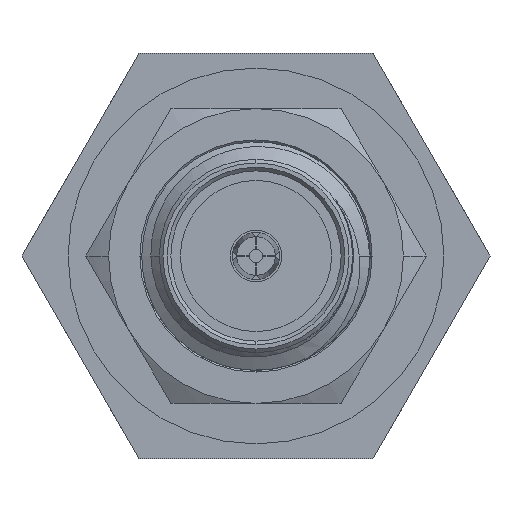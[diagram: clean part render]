
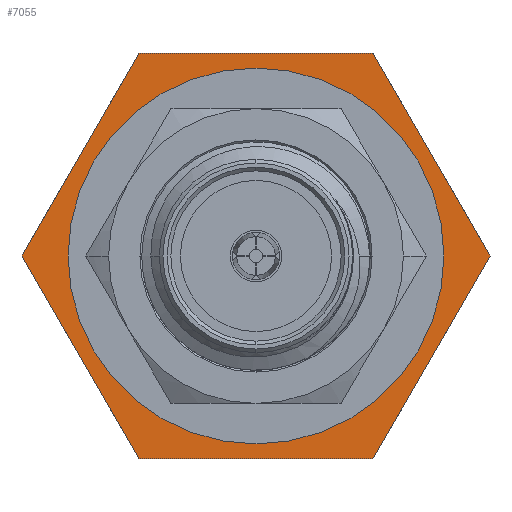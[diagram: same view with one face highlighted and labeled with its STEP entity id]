
A CAD part, left-side view. The second image highlights one B-rep face of the part: STEP entity #7055.
In plain terms, the highlighted planar face has unit normal (-1, 0, 0).
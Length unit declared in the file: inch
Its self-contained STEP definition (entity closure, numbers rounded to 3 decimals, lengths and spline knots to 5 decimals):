
#282 = AXIS2_PLACEMENT_3D ( 'NONE', #1013, #2325, #4395 ) ;
#328 = CARTESIAN_POINT ( 'NONE',  ( 0.4685, -0.25003, 0. ) ) ;
#342 = LINE ( 'NONE', #7916, #8182 ) ;
#635 = CARTESIAN_POINT ( 'NONE',  ( 0.4685, 0.12502, -0.21654 ) ) ;
#1013 = CARTESIAN_POINT ( 'NONE',  ( 0.4685, 0., 0. ) ) ;
#1269 = ORIENTED_EDGE ( 'NONE', *, *, #5867, .F. ) ;
#1300 = DIRECTION ( 'NONE',  ( 0., -1., 0. ) ) ;
#1745 = VECTOR ( 'NONE', #4764, 39.37008 ) ;
#1835 = EDGE_LOOP ( 'NONE', ( #5722, #5169 ) ) ;
#2038 = CARTESIAN_POINT ( 'NONE',  ( 0.4685, 0.12502, 0.21654 ) ) ;
#2092 = CIRCLE ( 'NONE', #3258, 0.18504 ) ;
#2325 = DIRECTION ( 'NONE',  ( -1., 0., 0. ) ) ;
#2426 = DIRECTION ( 'NONE',  ( 0., -1., 0. ) ) ;
#2438 = DIRECTION ( 'NONE',  ( 0., -0.5, 0.866 ) ) ;
#2792 = LINE ( 'NONE', #4189, #5043 ) ;
#2833 = EDGE_CURVE ( 'NONE', #8105, #8526, #2092, .T. ) ;
#2874 = LINE ( 'NONE', #8187, #5922 ) ;
#2983 = ORIENTED_EDGE ( 'NONE', *, *, #8243, .F. ) ;
#3078 = CARTESIAN_POINT ( 'NONE',  ( 0.4685, -0.12502, 0.21654 ) ) ;
#3258 = AXIS2_PLACEMENT_3D ( 'NONE', #4600, #8114, #5454 ) ;
#3630 = AXIS2_PLACEMENT_3D ( 'NONE', #4713, #4176, #1300 ) ;
#3658 = EDGE_CURVE ( 'NONE', #7230, #7479, #342, .T. ) ;
#3688 = ORIENTED_EDGE ( 'NONE', *, *, #3658, .F. ) ;
#3727 = CARTESIAN_POINT ( 'NONE',  ( 0.4685, -0.12502, -0.21654 ) ) ;
#3767 = FACE_BOUND ( 'NONE', #1835, .T. ) ;
#4058 = ORIENTED_EDGE ( 'NONE', *, *, #8690, .F. ) ;
#4176 = DIRECTION ( 'NONE',  ( -1., 0., 0. ) ) ;
#4189 = CARTESIAN_POINT ( 'NONE',  ( 0.4685, -0.12502, 0.21654 ) ) ;
#4218 = VERTEX_POINT ( 'NONE', #3727 ) ;
#4362 = CARTESIAN_POINT ( 'NONE',  ( 0.4685, -0.12502, -0.21654 ) ) ;
#4395 = DIRECTION ( 'NONE',  ( 0., 0., 1. ) ) ;
#4600 = CARTESIAN_POINT ( 'NONE',  ( 0.4685, 0., 0. ) ) ;
#4713 = CARTESIAN_POINT ( 'NONE',  ( 0.4685, 0., 0. ) ) ;
#4764 = DIRECTION ( 'NONE',  ( 0., 0.5, 0.866 ) ) ;
#4938 = CARTESIAN_POINT ( 'NONE',  ( 0.4685, -0.18504, 0. ) ) ;
#5043 = VECTOR ( 'NONE', #7007, 39.37008 ) ;
#5169 = ORIENTED_EDGE ( 'NONE', *, *, #2833, .F. ) ;
#5309 = VECTOR ( 'NONE', #6573, 39.37008 ) ;
#5417 = VECTOR ( 'NONE', #2438, 39.37008 ) ;
#5454 = DIRECTION ( 'NONE',  ( 0., -1., 0. ) ) ;
#5656 = CARTESIAN_POINT ( 'NONE',  ( 0.4685, 0.25003, 0. ) ) ;
#5722 = ORIENTED_EDGE ( 'NONE', *, *, #8744, .F. ) ;
#5748 = PLANE ( 'NONE',  #282 ) ;
#5867 = EDGE_CURVE ( 'NONE', #6833, #7230, #8601, .T. ) ;
#5922 = VECTOR ( 'NONE', #7590, 39.37008 ) ;
#6573 = DIRECTION ( 'NONE',  ( 0., 1., 0. ) ) ;
#6641 = EDGE_CURVE ( 'NONE', #4218, #8782, #7911, .T. ) ;
#6833 = VERTEX_POINT ( 'NONE', #5656 ) ;
#6834 = LINE ( 'NONE', #635, #1745 ) ;
#7007 = DIRECTION ( 'NONE',  ( 0., -0.5, -0.866 ) ) ;
#7015 = VERTEX_POINT ( 'NONE', #328 ) ;
#7055 = ADVANCED_FACE ( 'NONE', ( #3767, #8484 ), #5748, .T. ) ;
#7230 = VERTEX_POINT ( 'NONE', #2038 ) ;
#7243 = CIRCLE ( 'NONE', #3630, 0.18504 ) ;
#7404 = ORIENTED_EDGE ( 'NONE', *, *, #6641, .F. ) ;
#7479 = VERTEX_POINT ( 'NONE', #3078 ) ;
#7590 = DIRECTION ( 'NONE',  ( 0., 0.5, -0.866 ) ) ;
#7790 = EDGE_LOOP ( 'NONE', ( #8443, #7404, #4058, #2983, #3688, #1269 ) ) ;
#7826 = CARTESIAN_POINT ( 'NONE',  ( 0.4685, 0.12502, -0.21654 ) ) ;
#7911 = LINE ( 'NONE', #4362, #5309 ) ;
#7916 = CARTESIAN_POINT ( 'NONE',  ( 0.4685, 0.12502, 0.21654 ) ) ;
#8099 = CARTESIAN_POINT ( 'NONE',  ( 0.4685, 0.18504, 0. ) ) ;
#8105 = VERTEX_POINT ( 'NONE', #4938 ) ;
#8114 = DIRECTION ( 'NONE',  ( -1., 0., 0. ) ) ;
#8143 = EDGE_CURVE ( 'NONE', #8782, #6833, #6834, .T. ) ;
#8182 = VECTOR ( 'NONE', #2426, 39.37008 ) ;
#8187 = CARTESIAN_POINT ( 'NONE',  ( 0.4685, -0.25003, 0. ) ) ;
#8243 = EDGE_CURVE ( 'NONE', #7479, #7015, #2792, .T. ) ;
#8443 = ORIENTED_EDGE ( 'NONE', *, *, #8143, .F. ) ;
#8484 = FACE_OUTER_BOUND ( 'NONE', #7790, .T. ) ;
#8526 = VERTEX_POINT ( 'NONE', #8099 ) ;
#8601 = LINE ( 'NONE', #8644, #5417 ) ;
#8644 = CARTESIAN_POINT ( 'NONE',  ( 0.4685, 0.25003, 0. ) ) ;
#8690 = EDGE_CURVE ( 'NONE', #7015, #4218, #2874, .T. ) ;
#8744 = EDGE_CURVE ( 'NONE', #8526, #8105, #7243, .T. ) ;
#8782 = VERTEX_POINT ( 'NONE', #7826 ) ;
